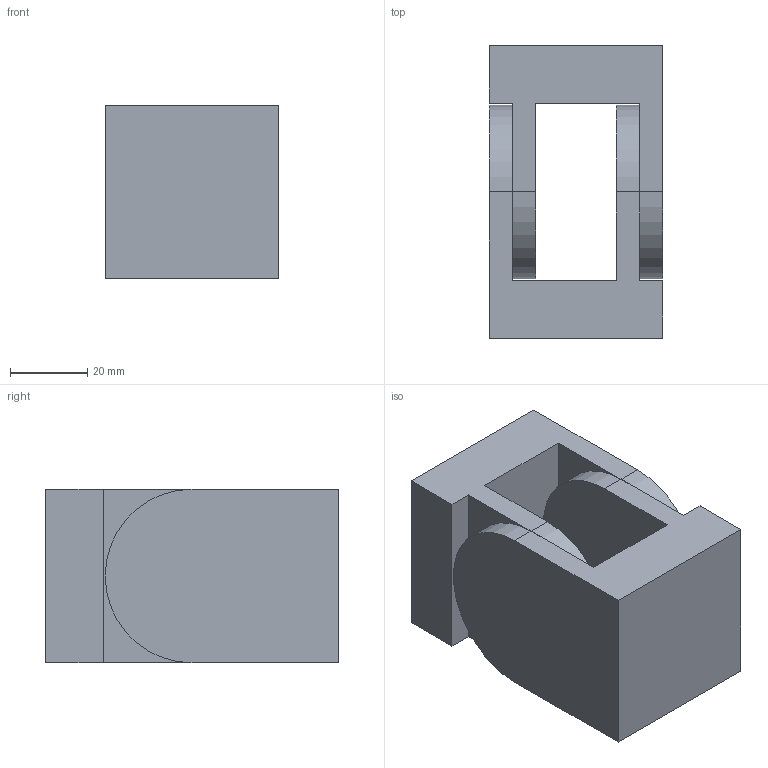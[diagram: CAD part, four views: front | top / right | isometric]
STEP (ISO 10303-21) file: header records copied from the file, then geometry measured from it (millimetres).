
FILE_DESCRIPTION(('STEP AP214'),'1');
FILE_NAME('cctmp_90E84E5A-9E19-4256-BEC7-C1DE13E60510_2025_06_27_16_25_30_0394_7668..stp','2025-06-27T14:25:30',('F7D5B4A6-B128-4030-9664-614FA461E87A'),('CADClick - www.CADClick.com'),'Spatial InterOp 3D',' ','unknown authorization - (Healing Option Enabled)');
FILE_SCHEMA(('AUTOMOTIVE_DESIGN'));
Length unit declared in the file: millimetre
Products named in the file (1): 2025_06_27_16_25_30_0379
Bounding box: 45 x 76 x 45 mm (x, y, z)
Volume: 104675.2 mm3; surface area: 23500.5 mm2
Topology: 1 solids, 1 shells, 24 faces, 60 edges, 36 vertices
Faces by surface type: plane 20, cylinder 4
Entity records: 908 total; most frequent: CARTESIAN_POINT 121, ORIENTED_EDGE 120, DIRECTION 118, EDGE_CURVE 60, LINE 52, VECTOR 52, VERTEX_POINT 36, AXIS2_PLACEMENT_3D 33
